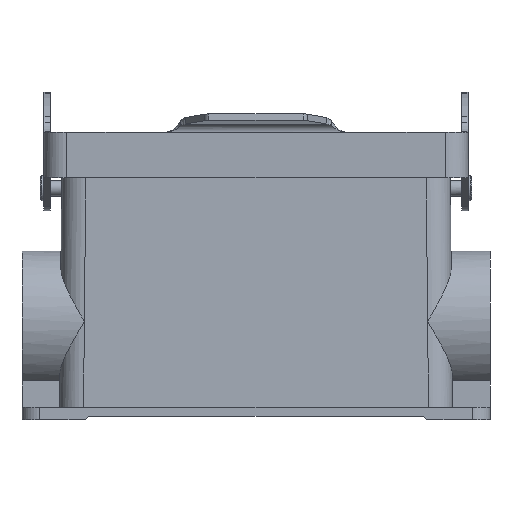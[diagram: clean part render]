
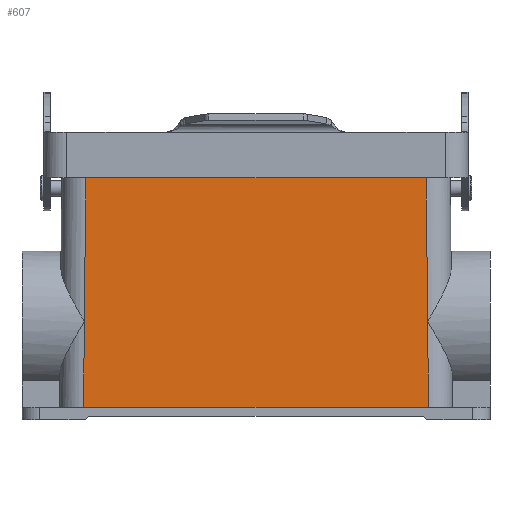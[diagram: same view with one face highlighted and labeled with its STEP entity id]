
A CAD part, left-side view. The second image highlights one B-rep face of the part: STEP entity #607.
In plain terms, the highlighted planar face has unit normal (-1, 0, 0.01).
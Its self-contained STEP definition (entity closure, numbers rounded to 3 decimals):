
#607=ADVANCED_FACE('',(#1023),#898,.T.);
#898=PLANE('',#5529);
#1023=FACE_OUTER_BOUND('',#1293,.T.);
#1293=EDGE_LOOP('',(#2007,#2008,#2009,#2010,#2011,#2012));
#2007=ORIENTED_EDGE('',*,*,#4037,.F.);
#2008=ORIENTED_EDGE('',*,*,#3933,.F.);
#2009=ORIENTED_EDGE('',*,*,#4038,.F.);
#2010=ORIENTED_EDGE('',*,*,#4036,.F.);
#2011=ORIENTED_EDGE('',*,*,#3889,.F.);
#2012=ORIENTED_EDGE('',*,*,#4039,.F.);
#3367=VERTEX_POINT('',#7538);
#3368=VERTEX_POINT('',#7540);
#3394=VERTEX_POINT('',#7632);
#3411=VERTEX_POINT('',#7696);
#3412=VERTEX_POINT('',#7698);
#3426=VERTEX_POINT('',#7754);
#3889=EDGE_CURVE('',#3367,#3368,#4665,.T.);
#3933=EDGE_CURVE('',#3411,#3412,#4682,.T.);
#4036=EDGE_CURVE('',#3368,#3426,#4746,.T.);
#4037=EDGE_CURVE('',#3412,#3394,#4747,.T.);
#4038=EDGE_CURVE('',#3426,#3411,#4748,.T.);
#4039=EDGE_CURVE('',#3394,#3367,#4749,.T.);
#4665=LINE('',#7539,#5064);
#4682=LINE('',#7697,#5081);
#4746=LINE('',#7965,#5145);
#4747=LINE('',#7967,#5146);
#4748=LINE('',#7968,#5147);
#4749=LINE('',#7969,#5148);
#5064=VECTOR('',#6014,1.);
#5081=VECTOR('',#6065,1.);
#5145=VECTOR('',#6225,1.);
#5146=VECTOR('',#6228,1.);
#5147=VECTOR('',#6229,1.);
#5148=VECTOR('',#6230,1.);
#5529=AXIS2_PLACEMENT_3D('',#7970,#6231,#6232);
#6014=DIRECTION('',(0.,-1.,0.));
#6065=DIRECTION('',(0.,1.,0.));
#6225=DIRECTION('',(-0.01,-0.01,-1.));
#6228=DIRECTION('',(0.01,-0.01,1.));
#6229=DIRECTION('',(-0.01,-0.01,-1.));
#6230=DIRECTION('',(0.01,-0.01,1.));
#6231=DIRECTION('',(-1.,0.,0.01));
#6232=DIRECTION('',(-0.01,0.,-1.));
#7538=CARTESIAN_POINT('',(-21.401,52.375,21.4));
#7539=CARTESIAN_POINT('',(-21.401,52.375,21.4));
#7540=CARTESIAN_POINT('',(-21.401,-52.375,21.4));
#7632=CARTESIAN_POINT('',(-21.835,52.81,-23.085));
#7696=CARTESIAN_POINT('',(-22.094,-53.068,-49.497));
#7697=CARTESIAN_POINT('',(-22.094,-53.068,-49.497));
#7698=CARTESIAN_POINT('',(-22.094,53.068,-49.497));
#7754=CARTESIAN_POINT('',(-21.835,-52.81,-23.085));
#7965=CARTESIAN_POINT('',(-21.401,-52.375,21.4));
#7967=CARTESIAN_POINT('',(-22.094,53.068,-49.497));
#7968=CARTESIAN_POINT('',(-21.835,-52.81,-23.085));
#7969=CARTESIAN_POINT('',(-21.835,52.81,-23.085));
#7970=CARTESIAN_POINT('',(-21.399,0.,21.549));
